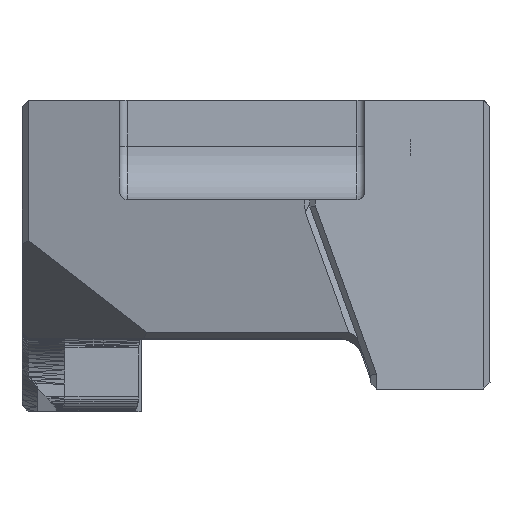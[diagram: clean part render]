
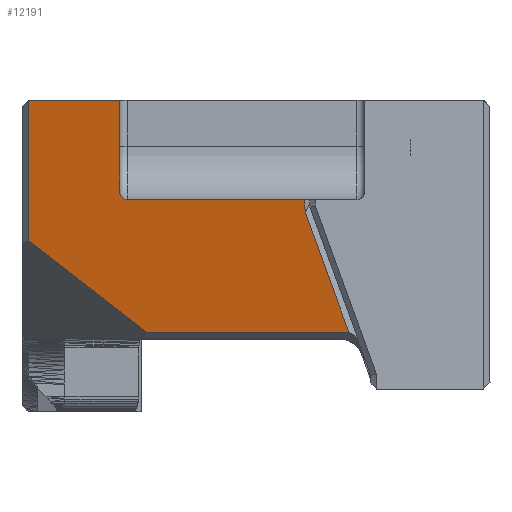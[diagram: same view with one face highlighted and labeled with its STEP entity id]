
A CAD part, left-side view. The second image highlights one B-rep face of the part: STEP entity #12191.
In plain terms, the highlighted planar face has unit normal (-0.984, 0.043, -0.174).
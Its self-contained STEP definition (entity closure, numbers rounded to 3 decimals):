
#113=ELLIPSE('',#13039,0.508,0.5);
#409=LINE('',#17828,#1909);
#420=LINE('',#17861,#1920);
#463=LINE('',#18680,#1963);
#466=LINE('',#18686,#1966);
#467=LINE('',#18688,#1967);
#468=LINE('',#18690,#1968);
#469=LINE('',#18692,#1969);
#470=LINE('',#18694,#1970);
#471=LINE('',#18695,#1971);
#1909=VECTOR('',#14266,10.);
#1920=VECTOR('',#14301,10.);
#1963=VECTOR('',#14428,1.);
#1966=VECTOR('',#14433,1.);
#1967=VECTOR('',#14434,1.);
#1968=VECTOR('',#14435,1.);
#1969=VECTOR('',#14436,1.);
#1970=VECTOR('',#14437,1.);
#1971=VECTOR('',#14438,1.);
#3328=PLANE('',#13083);
#4062=FACE_OUTER_BOUND('',#4875,.T.);
#4875=EDGE_LOOP('',(#8985,#8986,#8987,#8988,#8989,#8990,#8991,#8992,#8993,
#8994));
#5898=VERTEX_POINT('',#17825);
#5899=VERTEX_POINT('',#17827);
#5908=VERTEX_POINT('',#17855);
#5909=VERTEX_POINT('',#17859);
#5983=VERTEX_POINT('',#18679);
#5985=VERTEX_POINT('',#18685);
#5986=VERTEX_POINT('',#18687);
#5987=VERTEX_POINT('',#18689);
#5988=VERTEX_POINT('',#18691);
#5989=VERTEX_POINT('',#18693);
#6932=EDGE_CURVE('',#5899,#5898,#409,.T.);
#6946=EDGE_CURVE('',#5908,#5898,#113,.T.);
#6949=EDGE_CURVE('',#5908,#5909,#420,.T.);
#7043=EDGE_CURVE('',#5983,#5899,#463,.T.);
#7046=EDGE_CURVE('',#5909,#5985,#466,.T.);
#7047=EDGE_CURVE('',#5985,#5986,#467,.T.);
#7048=EDGE_CURVE('',#5986,#5987,#468,.T.);
#7049=EDGE_CURVE('',#5988,#5987,#469,.T.);
#7050=EDGE_CURVE('',#5988,#5989,#470,.T.);
#7051=EDGE_CURVE('',#5989,#5983,#471,.T.);
#8985=ORIENTED_EDGE('',*,*,#6932,.T.);
#8986=ORIENTED_EDGE('',*,*,#6946,.F.);
#8987=ORIENTED_EDGE('',*,*,#6949,.T.);
#8988=ORIENTED_EDGE('',*,*,#7046,.T.);
#8989=ORIENTED_EDGE('',*,*,#7047,.T.);
#8990=ORIENTED_EDGE('',*,*,#7048,.T.);
#8991=ORIENTED_EDGE('',*,*,#7049,.F.);
#8992=ORIENTED_EDGE('',*,*,#7050,.T.);
#8993=ORIENTED_EDGE('',*,*,#7051,.T.);
#8994=ORIENTED_EDGE('',*,*,#7043,.T.);
#12191=ADVANCED_FACE('',(#4062),#3328,.T.);
#13039=AXIS2_PLACEMENT_3D('',#17856,#14295,#14296);
#13083=AXIS2_PLACEMENT_3D('',#18684,#14431,#14432);
#14266=DIRECTION('',(0.044,0.999,0.));
#14295=DIRECTION('center_axis',(-0.984,0.043,-0.174));
#14296=DIRECTION('ref_axis',(0.179,0.236,-0.955));
#14301=DIRECTION('',(-0.174,0.,0.985));
#14428=DIRECTION('',(-0.17,0.075,0.983));
#14431=DIRECTION('center_axis',(-0.984,0.043,-0.174));
#14432=DIRECTION('ref_axis',(-0.174,0.,0.985));
#14433=DIRECTION('',(0.044,0.999,0.));
#14434=DIRECTION('',(0.154,0.699,-0.699));
#14435=DIRECTION('',(0.174,0.,-0.985));
#14436=DIRECTION('',(-0.073,0.789,0.61));
#14437=DIRECTION('',(-0.044,-0.999,0.));
#14438=DIRECTION('',(-0.149,0.338,0.929));
#17825=CARTESIAN_POINT('',(-10.934,15.497,-11.));
#17827=CARTESIAN_POINT('',(-11.439,3.937,-11.));
#17828=CARTESIAN_POINT('',(-11.2,9.399,-11.));
#17855=CARTESIAN_POINT('',(-11.,15.997,-10.5));
#17856=CARTESIAN_POINT('Origin',(-11.022,15.497,-10.5));
#17859=CARTESIAN_POINT('',(-12.059,15.997,-4.5));
#17861=CARTESIAN_POINT('',(-11.942,15.997,-5.165));
#18679=CARTESIAN_POINT('',(-11.296,3.873,-11.826));
#18680=CARTESIAN_POINT('',(-12.879,4.575,-2.68));
#18684=CARTESIAN_POINT('Origin',(-12.093,18.743,-3.631));
#18685=CARTESIAN_POINT('',(-11.797,21.997,-4.5));
#18686=CARTESIAN_POINT('',(-11.94,18.736,-4.5));
#18687=CARTESIAN_POINT('',(-11.797,21.997,-4.5));
#18688=CARTESIAN_POINT('',(-12.247,19.952,-2.455));
#18689=CARTESIAN_POINT('',(-10.181,21.997,-13.66));
#18690=CARTESIAN_POINT('',(-11.955,21.997,-3.607));
#18691=CARTESIAN_POINT('',(-9.461,14.244,-19.654));
#18692=CARTESIAN_POINT('',(-9.831,18.224,-16.577));
#18693=CARTESIAN_POINT('',(-10.038,1.026,-19.654));
#18694=CARTESIAN_POINT('',(-9.27,18.619,-19.654));
#18695=CARTESIAN_POINT('',(-11.34,3.973,-11.553));
